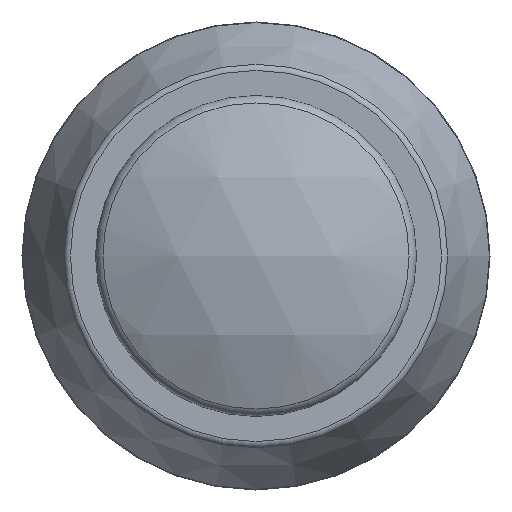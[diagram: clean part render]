
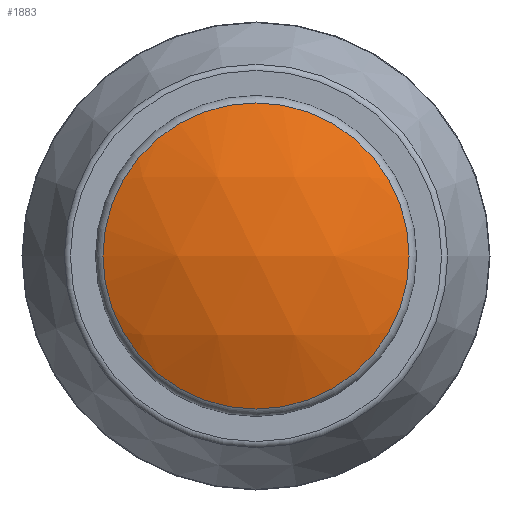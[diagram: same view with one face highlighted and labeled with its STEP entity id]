
A CAD part, front view. The second image highlights one B-rep face of the part: STEP entity #1883.
In plain terms, the highlighted spherical face has radius 12.75 mm.
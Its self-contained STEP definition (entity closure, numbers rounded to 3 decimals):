
#1843=CARTESIAN_POINT('',(-5.724,2.743,0.));
#1844=VERTEX_POINT('',#1843);
#1845=CARTESIAN_POINT('',(0.0,2.743,0.0));
#1846=DIRECTION('',(0.0,-1.0,0.0));
#1847=DIRECTION('',(1.0,0.0,0.0));
#1848=AXIS2_PLACEMENT_3D('',#1845,#1846,#1847);
#1849=CIRCLE('',#1848,5.724);
#1850=EDGE_CURVE('',#1844,#1844,#1849,.T.);
#1875=CARTESIAN_POINT('',(0.0,-8.65,0.0));
#1876=DIRECTION('',(0.0,0.0,1.0));
#1877=DIRECTION('',(1.0,0.0,0.0));
#1878=AXIS2_PLACEMENT_3D('',#1875,#1876,#1877);
#1879=SPHERICAL_SURFACE('',#1878,12.75);
#1880=ORIENTED_EDGE('',*,*,#1850,.F.);
#1881=EDGE_LOOP('',(#1880));
#1882=FACE_OUTER_BOUND('',#1881,.T.);
#1883=ADVANCED_FACE('',(#1882),#1879,.T.);
